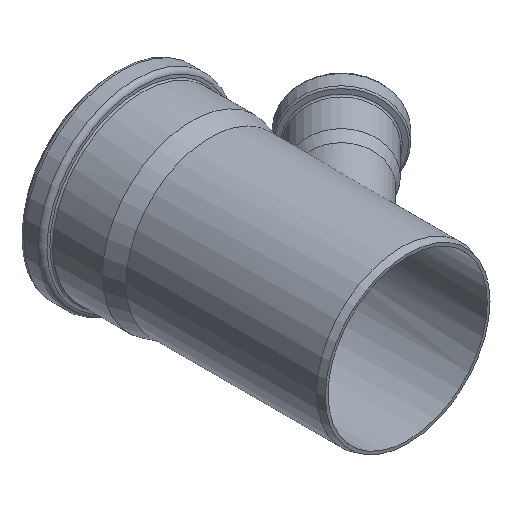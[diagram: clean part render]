
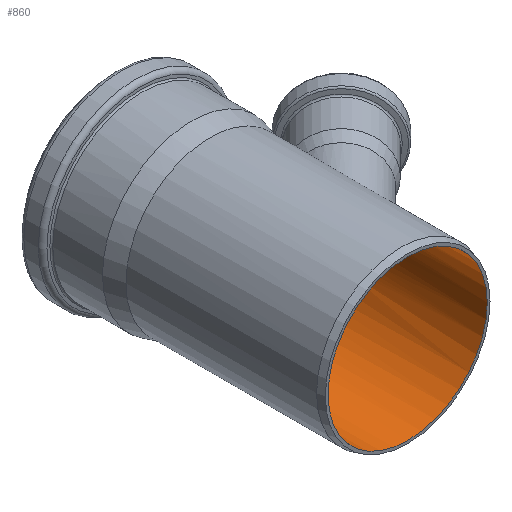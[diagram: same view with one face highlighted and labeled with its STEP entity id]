
A CAD part, isometric view. The second image highlights one B-rep face of the part: STEP entity #860.
In plain terms, the highlighted cylindrical face has radius 52.15 mm (diameter 104.3 mm), a full revolution.
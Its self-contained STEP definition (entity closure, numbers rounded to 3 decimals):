
#84=B_SPLINE_CURVE_WITH_KNOTS('',3,(#129714,#129715,#129716,#129717,#129718,
#129719,#129720,#129721,#129722,#129723,#129724,#129725,#129726,#129727,
#129728,#129729,#129730,#129731,#129732,#129733,#129734,#129735,#129736,
#129737,#129738,#129739,#129740,#129741,#129742,#129743,#129744,#129745,
#129746,#129747,#129748,#129749,#129750,#129751,#129752,#129753,#129754,
#129755,#129756,#129757,#129758,#129759,#129760,#129761,#129762,#129763,
#129764,#129765,#129766,#129767,#129768,#129769),.UNSPECIFIED.,.T.,.F.,
(4,2,2,2,2,2,2,2,2,2,2,2,2,2,2,2,2,2,2,2,2,2,2,2,2,2,2,4),(0.,1.29,
2.58,3.195,3.81,4.215,4.62,
5.07,5.521,6.422,7.866,9.309,
9.861,10.413,10.965,11.516,11.942,
12.367,12.793,13.218,13.643,14.069,
14.494,14.92,15.471,16.023,16.575,
17.127),.UNSPECIFIED.);
#108=CYLINDRICAL_SURFACE('',#994,52.15);
#174=FACE_BOUND('',#356,.T.);
#175=FACE_BOUND('',#357,.T.);
#239=FACE_OUTER_BOUND('',#355,.T.);
#355=EDGE_LOOP('',(#786));
#356=EDGE_LOOP('',(#787));
#357=EDGE_LOOP('',(#788));
#359=CIRCLE('',#865,52.15);
#390=CIRCLE('',#948,52.15);
#414=VERTEX_POINT('',#1274);
#450=VERTEX_POINT('',#129713);
#475=VERTEX_POINT('',#130110);
#499=EDGE_CURVE('',#414,#414,#359,.T.);
#544=EDGE_CURVE('',#450,#450,#84,.T.);
#572=EDGE_CURVE('',#475,#475,#390,.T.);
#786=ORIENTED_EDGE('',*,*,#499,.F.);
#787=ORIENTED_EDGE('',*,*,#544,.T.);
#788=ORIENTED_EDGE('',*,*,#572,.T.);
#860=ADVANCED_FACE('',(#239,#174,#175),#108,.F.);
#865=AXIS2_PLACEMENT_3D('',#1275,#1001,#1002);
#948=AXIS2_PLACEMENT_3D('',#130111,#1176,#1177);
#994=AXIS2_PLACEMENT_3D('',#130179,#1268,#1269);
#1001=DIRECTION('center_axis',(0.,1.,0.));
#1002=DIRECTION('ref_axis',(1.,0.,0.));
#1176=DIRECTION('center_axis',(0.,1.,0.));
#1177=DIRECTION('ref_axis',(1.,0.,0.));
#1268=DIRECTION('center_axis',(0.,1.,0.));
#1269=DIRECTION('ref_axis',(-1.,0.,0.));
#1274=CARTESIAN_POINT('',(-52.15,-2.4,0.));
#1275=CARTESIAN_POINT('Origin',(0.,-2.4,0.));
#129713=CARTESIAN_POINT('',(46.755,87.755,-23.1));
#129714=CARTESIAN_POINT('Ctrl Pts',(46.755,87.755,-23.1));
#129715=CARTESIAN_POINT('Ctrl Pts',(46.755,92.055,-23.1));
#129716=CARTESIAN_POINT('Ctrl Pts',(47.071,96.691,-22.486));
#129717=CARTESIAN_POINT('Ctrl Pts',(48.114,105.635,-20.157));
#129718=CARTESIAN_POINT('Ctrl Pts',(48.83,109.944,-18.445));
#129719=CARTESIAN_POINT('Ctrl Pts',(49.858,115.381,-15.328));
#129720=CARTESIAN_POINT('Ctrl Pts',(50.231,117.227,-14.093));
#129721=CARTESIAN_POINT('Ctrl Pts',(50.944,120.579,-11.248));
#129722=CARTESIAN_POINT('Ctrl Pts',(51.281,122.082,-9.633));
#129723=CARTESIAN_POINT('Ctrl Pts',(51.712,123.962,-6.836));
#129724=CARTESIAN_POINT('Ctrl Pts',(51.873,124.651,-5.537));
#129725=CARTESIAN_POINT('Ctrl Pts',(52.093,125.582,-2.794));
#129726=CARTESIAN_POINT('Ctrl Pts',(52.15,125.818,-1.349));
#129727=CARTESIAN_POINT('Ctrl Pts',(52.15,125.818,1.502));
#129728=CARTESIAN_POINT('Ctrl Pts',(52.084,125.544,2.976));
#129729=CARTESIAN_POINT('Ctrl Pts',(51.847,124.536,5.793));
#129730=CARTESIAN_POINT('Ctrl Pts',(51.675,123.803,7.137));
#129731=CARTESIAN_POINT('Ctrl Pts',(51.063,121.12,10.894));
#129732=CARTESIAN_POINT('Ctrl Pts',(50.525,118.672,13.032));
#129733=CARTESIAN_POINT('Ctrl Pts',(49.246,112.309,17.387));
#129734=CARTESIAN_POINT('Ctrl Pts',(48.401,107.598,19.478));
#129735=CARTESIAN_POINT('Ctrl Pts',(47.149,97.729,22.339));
#129736=CARTESIAN_POINT('Ctrl Pts',(46.755,92.567,23.1));
#129737=CARTESIAN_POINT('Ctrl Pts',(46.755,85.916,23.1));
#129738=CARTESIAN_POINT('Ctrl Pts',(46.81,83.997,22.989));
#129739=CARTESIAN_POINT('Ctrl Pts',(47.065,80.164,22.462));
#129740=CARTESIAN_POINT('Ctrl Pts',(47.266,78.249,22.046));
#129741=CARTESIAN_POINT('Ctrl Pts',(47.801,74.583,20.859));
#129742=CARTESIAN_POINT('Ctrl Pts',(48.137,72.827,20.086));
#129743=CARTESIAN_POINT('Ctrl Pts',(48.886,69.606,18.189));
#129744=CARTESIAN_POINT('Ctrl Pts',(49.297,68.142,17.064));
#129745=CARTESIAN_POINT('Ctrl Pts',(50.009,65.886,14.826));
#129746=CARTESIAN_POINT('Ctrl Pts',(50.328,64.968,13.72));
#129747=CARTESIAN_POINT('Ctrl Pts',(50.927,63.36,11.299));
#129748=CARTESIAN_POINT('Ctrl Pts',(51.205,62.67,9.983));
#129749=CARTESIAN_POINT('Ctrl Pts',(51.665,61.567,7.229));
#129750=CARTESIAN_POINT('Ctrl Pts',(51.848,61.153,5.788));
#129751=CARTESIAN_POINT('Ctrl Pts',(52.091,60.61,2.882));
#129752=CARTESIAN_POINT('Ctrl Pts',(52.15,60.482,1.418));
#129753=CARTESIAN_POINT('Ctrl Pts',(52.15,60.482,-1.418));
#129754=CARTESIAN_POINT('Ctrl Pts',(52.091,60.61,-2.882));
#129755=CARTESIAN_POINT('Ctrl Pts',(51.848,61.153,-5.788));
#129756=CARTESIAN_POINT('Ctrl Pts',(51.665,61.567,-7.229));
#129757=CARTESIAN_POINT('Ctrl Pts',(51.205,62.67,-9.983));
#129758=CARTESIAN_POINT('Ctrl Pts',(50.927,63.36,-11.299));
#129759=CARTESIAN_POINT('Ctrl Pts',(50.328,64.968,-13.72));
#129760=CARTESIAN_POINT('Ctrl Pts',(50.009,65.886,-14.826));
#129761=CARTESIAN_POINT('Ctrl Pts',(49.297,68.142,-17.064));
#129762=CARTESIAN_POINT('Ctrl Pts',(48.886,69.606,-18.189));
#129763=CARTESIAN_POINT('Ctrl Pts',(48.137,72.827,-20.086));
#129764=CARTESIAN_POINT('Ctrl Pts',(47.801,74.583,-20.859));
#129765=CARTESIAN_POINT('Ctrl Pts',(47.266,78.249,-22.046));
#129766=CARTESIAN_POINT('Ctrl Pts',(47.065,80.164,-22.462));
#129767=CARTESIAN_POINT('Ctrl Pts',(46.81,83.997,-22.989));
#129768=CARTESIAN_POINT('Ctrl Pts',(46.755,85.916,-23.1));
#129769=CARTESIAN_POINT('Ctrl Pts',(46.755,87.755,-23.1));
#130110=CARTESIAN_POINT('',(51.735,126.998,6.562));
#130111=CARTESIAN_POINT('Origin',(0.,126.998,0.));
#130179=CARTESIAN_POINT('Origin',(0.,126.993,0.));
